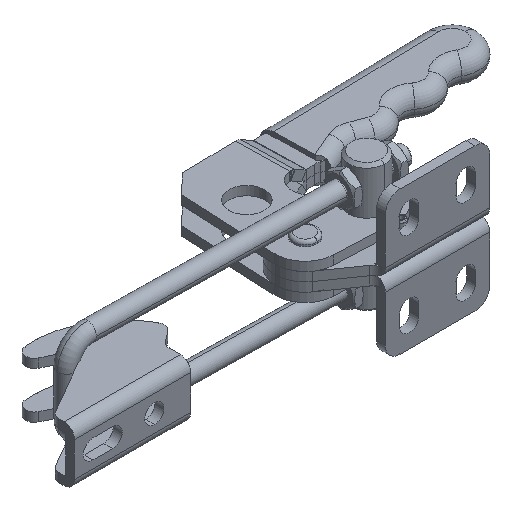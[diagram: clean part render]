
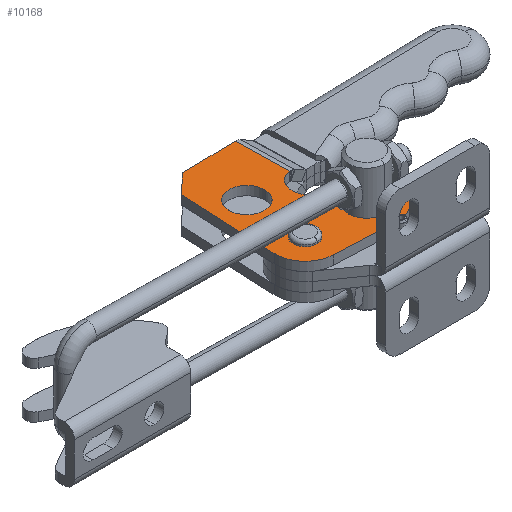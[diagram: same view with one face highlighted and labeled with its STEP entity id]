
A CAD part, isometric view. The second image highlights one B-rep face of the part: STEP entity #10168.
In plain terms, the highlighted planar face has unit normal (0, 0, 1).
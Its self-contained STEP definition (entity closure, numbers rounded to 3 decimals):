
#1573 = FACE_OUTER_BOUND ( 'NONE', #2573, .T. ) ;
#1574 = FACE_BOUND ( 'NONE', #2576, .T. ) ;
#1575 = FACE_BOUND ( 'NONE', #2575, .T. ) ;
#1578 = FACE_BOUND ( 'NONE', #2570, .T. ) ;
#2570 = EDGE_LOOP ( 'NONE', ( #26036, #26037 ) ) ;
#2573 = EDGE_LOOP ( 'NONE', ( #26040, #26041, #26042, #26043, #26044, #26045, #26046, #26047, #26048, #26049 ) ) ;
#2575 = EDGE_LOOP ( 'NONE', ( #26034, #26035 ) ) ;
#2576 = EDGE_LOOP ( 'NONE', ( #26038, #26039 ) ) ;
#3393 = VERTEX_POINT ( 'NONE', #23073 ) ;
#3394 = VERTEX_POINT ( 'NONE', #23072 ) ;
#5176 = AXIS2_PLACEMENT_3D ( 'NONE', #15350, #15340, #15353 ) ;
#5860 = CARTESIAN_POINT ( 'NONE',  ( 24., 10.25, 0. ) ) ;
#5861 = CARTESIAN_POINT ( 'NONE',  ( 36., 10.25, 0. ) ) ;
#5864 = CARTESIAN_POINT ( 'NONE',  ( 6.8, 10., 0. ) ) ;
#5865 = CARTESIAN_POINT ( 'NONE',  ( 13.2, 10., 0. ) ) ;
#5868 = CARTESIAN_POINT ( 'NONE',  ( 4., 30.5, 0. ) ) ;
#5869 = CARTESIAN_POINT ( 'NONE',  ( 16., 30.5, 0. ) ) ;
#5870 = CARTESIAN_POINT ( 'NONE',  ( 0., 10., 0. ) ) ;
#5886 = CARTESIAN_POINT ( 'NONE',  ( 0., 42.636, 0. ) ) ;
#5893 = CARTESIAN_POINT ( 'NONE',  ( 6.364, 49., 0. ) ) ;
#5895 = CARTESIAN_POINT ( 'NONE',  ( 10., 0., 0. ) ) ;
#5901 = CARTESIAN_POINT ( 'NONE',  ( 26.5, 20.5, 0. ) ) ;
#5902 = CARTESIAN_POINT ( 'NONE',  ( 30., 20.5, 0. ) ) ;
#5904 = CARTESIAN_POINT ( 'NONE',  ( 24.314, 50.255, 0. ) ) ;
#5905 = CARTESIAN_POINT ( 'NONE',  ( 25.561, 32.426, 0. ) ) ;
#7322 = AXIS2_PLACEMENT_3D ( 'NONE', #17272, #17274, #17276 ) ;
#7324 = AXIS2_PLACEMENT_3D ( 'NONE', #17297, #17299, #17301 ) ;
#7326 = AXIS2_PLACEMENT_3D ( 'NONE', #17321, #17323, #17325 ) ;
#7328 = AXIS2_PLACEMENT_3D ( 'NONE', #17348, #17350, #17352 ) ;
#10168 = ADVANCED_FACE ( 'NONE', ( #1575, #1578, #1574, #1573 ), #15352, .T. ) ;
#10534 = VERTEX_POINT ( 'NONE', #5860 ) ;
#10535 = VERTEX_POINT ( 'NONE', #5861 ) ;
#10538 = VERTEX_POINT ( 'NONE', #5864 ) ;
#10539 = VERTEX_POINT ( 'NONE', #5865 ) ;
#10542 = VERTEX_POINT ( 'NONE', #5868 ) ;
#10543 = VERTEX_POINT ( 'NONE', #5869 ) ;
#10544 = VERTEX_POINT ( 'NONE', #5870 ) ;
#10560 = VERTEX_POINT ( 'NONE', #5886 ) ;
#10567 = VERTEX_POINT ( 'NONE', #5893 ) ;
#10569 = VERTEX_POINT ( 'NONE', #5895 ) ;
#10575 = VERTEX_POINT ( 'NONE', #5901 ) ;
#10576 = VERTEX_POINT ( 'NONE', #5902 ) ;
#10578 = VERTEX_POINT ( 'NONE', #5904 ) ;
#10579 = VERTEX_POINT ( 'NONE', #5905 ) ;
#15340 = DIRECTION ( 'NONE',  ( 0., 0., 1. ) ) ;
#15350 = CARTESIAN_POINT ( 'NONE',  ( 30., 10.25, 0. ) ) ;
#15352 = PLANE ( 'NONE',  #5176 ) ;
#15353 = DIRECTION ( 'NONE',  ( 1., 0., 0. ) ) ;
#17272 = CARTESIAN_POINT ( 'NONE',  ( 30., 10.25, 0. ) ) ;
#17274 = DIRECTION ( 'NONE',  ( 0., 0., 1. ) ) ;
#17276 = DIRECTION ( 'NONE',  ( 1., 0., 0. ) ) ;
#17297 = CARTESIAN_POINT ( 'NONE',  ( 30., 10.25, 0. ) ) ;
#17299 = DIRECTION ( 'NONE',  ( 0., 0., 1. ) ) ;
#17301 = DIRECTION ( 'NONE',  ( 1., 0., 0. ) ) ;
#17321 = CARTESIAN_POINT ( 'NONE',  ( 10., 10., 0. ) ) ;
#17323 = DIRECTION ( 'NONE',  ( 0., 0., 1. ) ) ;
#17325 = DIRECTION ( 'NONE',  ( 1., 0., 0. ) ) ;
#17348 = CARTESIAN_POINT ( 'NONE',  ( 10., 30.5, 0. ) ) ;
#17350 = DIRECTION ( 'NONE',  ( 0., 0., 1. ) ) ;
#17352 = DIRECTION ( 'NONE',  ( 1., 0., 0. ) ) ;
#17563 = CARTESIAN_POINT ( 'NONE',  ( 10., 30.5, 0. ) ) ;
#17565 = DIRECTION ( 'NONE',  ( 0., 0., 1. ) ) ;
#17567 = DIRECTION ( 'NONE',  ( 1., 0., 0. ) ) ;
#17579 = CARTESIAN_POINT ( 'NONE',  ( 10., 10., 0. ) ) ;
#17581 = DIRECTION ( 'NONE',  ( 0., 0., 1. ) ) ;
#17583 = DIRECTION ( 'NONE',  ( 1., 0., 0. ) ) ;
#17585 = CARTESIAN_POINT ( 'NONE',  ( 0., 42.636, 0. ) ) ;
#17587 = DIRECTION ( 'NONE',  ( -0.707, -0.707, 0. ) ) ;
#17598 = CARTESIAN_POINT ( 'NONE',  ( 30., 10.25, 0. ) ) ;
#17600 = DIRECTION ( 'NONE',  ( 0., 0., 1. ) ) ;
#17602 = DIRECTION ( 'NONE',  ( 1., 0., 0. ) ) ;
#17618 = CARTESIAN_POINT ( 'NONE',  ( 0., 10., 0. ) ) ;
#17620 = DIRECTION ( 'NONE',  ( 0., -1., 0. ) ) ;
#17634 = CARTESIAN_POINT ( 'NONE',  ( 10., 10., 0. ) ) ;
#17636 = DIRECTION ( 'NONE',  ( 0., 0., 1. ) ) ;
#17638 = DIRECTION ( 'NONE',  ( -1., 0., 0. ) ) ;
#17650 = CARTESIAN_POINT ( 'NONE',  ( 10., 0., 0. ) ) ;
#17653 = DIRECTION ( 'NONE',  ( 1., 0., 0. ) ) ;
#17661 = DIRECTION ( 'NONE',  ( -1., 0., 0. ) ) ;
#17663 = CARTESIAN_POINT ( 'NONE',  ( 30., 20.5, 0. ) ) ;
#17677 = CARTESIAN_POINT ( 'NONE',  ( 30., 10.25, 0. ) ) ;
#17679 = DIRECTION ( 'NONE',  ( 0., 0., 1. ) ) ;
#17681 = DIRECTION ( 'NONE',  ( 1., 0., 0. ) ) ;
#17712 = DIRECTION ( 'NONE',  ( -0.07, 0.998, 0. ) ) ;
#17714 = CARTESIAN_POINT ( 'NONE',  ( 27.125, 10.049, 0. ) ) ;
#17726 = CARTESIAN_POINT ( 'NONE',  ( 26.5, 26.5, 0. ) ) ;
#17728 = DIRECTION ( 'NONE',  ( 0., 0., -1. ) ) ;
#17729 = DIRECTION ( 'NONE',  ( -1., 0., 0. ) ) ;
#17732 = CARTESIAN_POINT ( 'NONE',  ( 6.364, 49., 0. ) ) ;
#17735 = DIRECTION ( 'NONE',  ( -0.998, -0.07, 0. ) ) ;
#18700 = CIRCLE ( 'NONE', #7322, 10.25 ) ;
#18709 = CIRCLE ( 'NONE', #7324, 6. ) ;
#18722 = CIRCLE ( 'NONE', #7326, 3.2 ) ;
#18735 = CIRCLE ( 'NONE', #7328, 6. ) ;
#18870 = CIRCLE ( 'NONE', #19838, 6. ) ;
#18874 = CIRCLE ( 'NONE', #19840, 3.2 ) ;
#18879 = CIRCLE ( 'NONE', #19842, 6. ) ;
#18881 = LINE ( 'NONE', #17585, #18885 ) ;
#18885 = VECTOR ( 'NONE', #17587, 1000. ) ;
#18895 = LINE ( 'NONE', #17618, #18901 ) ;
#18901 = VECTOR ( 'NONE', #17620, 1000. ) ;
#18906 = CIRCLE ( 'NONE', #19843, 10. ) ;
#18915 = LINE ( 'NONE', #17650, #18920 ) ;
#18920 = VECTOR ( 'NONE', #17653, 1000. ) ;
#18927 = CIRCLE ( 'NONE', #19846, 10.25 ) ;
#18931 = LINE ( 'NONE', #17663, #18935 ) ;
#18935 = VECTOR ( 'NONE', #17661, 1000. ) ;
#18951 = LINE ( 'NONE', #17714, #18959 ) ;
#18954 = CIRCLE ( 'NONE', #19848, 6. ) ;
#18956 = LINE ( 'NONE', #17732, #18962 ) ;
#18959 = VECTOR ( 'NONE', #17712, 1000. ) ;
#18962 = VECTOR ( 'NONE', #17735, 1000. ) ;
#19838 = AXIS2_PLACEMENT_3D ( 'NONE', #17563, #17565, #17567 ) ;
#19840 = AXIS2_PLACEMENT_3D ( 'NONE', #17579, #17581, #17583 ) ;
#19842 = AXIS2_PLACEMENT_3D ( 'NONE', #17598, #17600, #17602 ) ;
#19843 = AXIS2_PLACEMENT_3D ( 'NONE', #17634, #17636, #17638 ) ;
#19846 = AXIS2_PLACEMENT_3D ( 'NONE', #17677, #17679, #17681 ) ;
#19848 = AXIS2_PLACEMENT_3D ( 'NONE', #17726, #17728, #17729 ) ;
#23072 = CARTESIAN_POINT ( 'NONE',  ( 40.25, 10.25, 0. ) ) ;
#23073 = CARTESIAN_POINT ( 'NONE',  ( 30., 0., 0. ) ) ;
#23718 = EDGE_CURVE ( 'NONE', #3393, #3394, #18700, .T. ) ;
#23722 = EDGE_CURVE ( 'NONE', #10534, #10535, #18709, .T. ) ;
#23726 = EDGE_CURVE ( 'NONE', #10538, #10539, #18722, .T. ) ;
#23730 = EDGE_CURVE ( 'NONE', #10542, #10543, #18735, .T. ) ;
#23770 = EDGE_CURVE ( 'NONE', #10543, #10542, #18870, .T. ) ;
#23772 = EDGE_CURVE ( 'NONE', #10539, #10538, #18874, .T. ) ;
#23774 = EDGE_CURVE ( 'NONE', #10535, #10534, #18879, .T. ) ;
#23775 = EDGE_CURVE ( 'NONE', #10567, #10560, #18881, .T. ) ;
#23779 = EDGE_CURVE ( 'NONE', #10560, #10544, #18895, .T. ) ;
#23782 = EDGE_CURVE ( 'NONE', #10544, #10569, #18906, .T. ) ;
#23785 = EDGE_CURVE ( 'NONE', #10569, #3393, #18915, .T. ) ;
#23789 = EDGE_CURVE ( 'NONE', #3394, #10576, #18927, .T. ) ;
#23790 = EDGE_CURVE ( 'NONE', #10576, #10575, #18931, .T. ) ;
#23797 = EDGE_CURVE ( 'NONE', #10575, #10579, #18954, .T. ) ;
#23798 = EDGE_CURVE ( 'NONE', #10579, #10578, #18951, .T. ) ;
#23799 = EDGE_CURVE ( 'NONE', #10578, #10567, #18956, .T. ) ;
#26034 = ORIENTED_EDGE ( 'NONE', *, *, #23774, .F. ) ;
#26035 = ORIENTED_EDGE ( 'NONE', *, *, #23722, .F. ) ;
#26036 = ORIENTED_EDGE ( 'NONE', *, *, #23772, .F. ) ;
#26037 = ORIENTED_EDGE ( 'NONE', *, *, #23726, .F. ) ;
#26038 = ORIENTED_EDGE ( 'NONE', *, *, #23770, .F. ) ;
#26039 = ORIENTED_EDGE ( 'NONE', *, *, #23730, .F. ) ;
#26040 = ORIENTED_EDGE ( 'NONE', *, *, #23797, .T. ) ;
#26041 = ORIENTED_EDGE ( 'NONE', *, *, #23798, .T. ) ;
#26042 = ORIENTED_EDGE ( 'NONE', *, *, #23799, .T. ) ;
#26043 = ORIENTED_EDGE ( 'NONE', *, *, #23775, .T. ) ;
#26044 = ORIENTED_EDGE ( 'NONE', *, *, #23779, .T. ) ;
#26045 = ORIENTED_EDGE ( 'NONE', *, *, #23782, .T. ) ;
#26046 = ORIENTED_EDGE ( 'NONE', *, *, #23785, .T. ) ;
#26047 = ORIENTED_EDGE ( 'NONE', *, *, #23718, .T. ) ;
#26048 = ORIENTED_EDGE ( 'NONE', *, *, #23789, .T. ) ;
#26049 = ORIENTED_EDGE ( 'NONE', *, *, #23790, .T. ) ;
